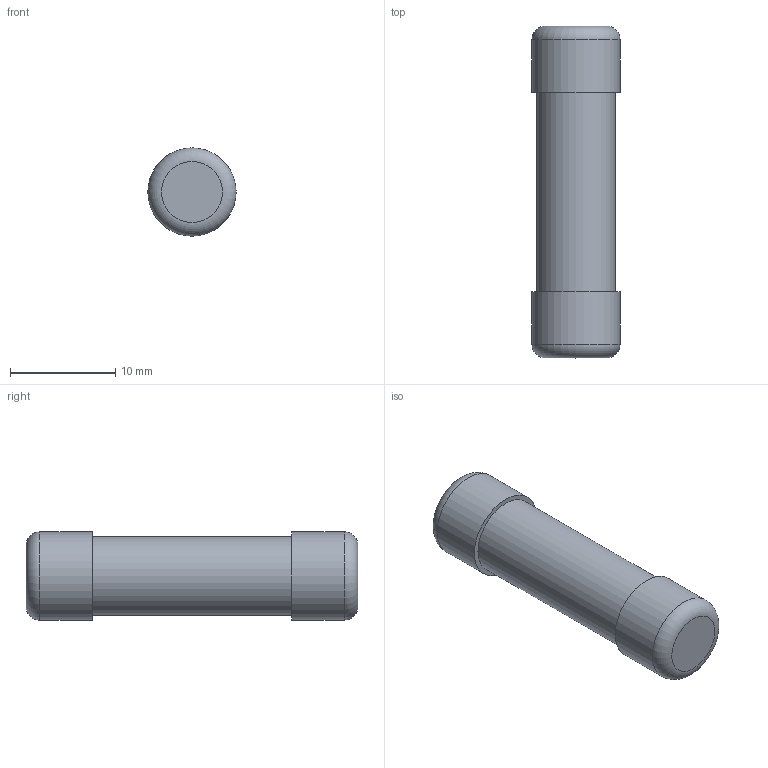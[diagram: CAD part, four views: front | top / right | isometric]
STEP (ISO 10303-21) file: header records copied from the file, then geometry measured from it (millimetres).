
FILE_DESCRIPTION(/* description */ (''),/* implementation_level */ '2;1');
FILE_NAME(/* name */ '1001204.stp',/* time_stamp */ '2013-05-23T10:16:22+02:00',/* author */ (''),/* organization */ (''),/* preprocessor_version */ 'ST-DEVELOPER v11',/* originating_system */ 'SIEMENS PLM Software NX 7.5',/* authorisation */ '');
FILE_SCHEMA (('CONFIG_CONTROL_DESIGN'));
Length unit declared in the file: millimetre
Products named in the file (1): dbouC94B8r5l
Bounding box: 8.38 x 31.5 x 8.38 mm (x, y, z)
Volume: 1452 mm3; surface area: 1107.6 mm2
Topology: 1 solids, 3 shells, 19 faces, 28 edges, 19 vertices
Faces by surface type: plane 10, torus 4, cylinder 3, cone 2
Full cylindrical faces by diameter (mm): 7.425 x1, 8.375 x2
Entity records: 440 total; most frequent: DIRECTION 74, CARTESIAN_POINT 53, AXIS2_PLACEMENT_3D 37, EDGE_LOOP 32, ORIENTED_EDGE 32, FACE_BOUND 26, ADVANCED_FACE 19, VERTEX_POINT 16
